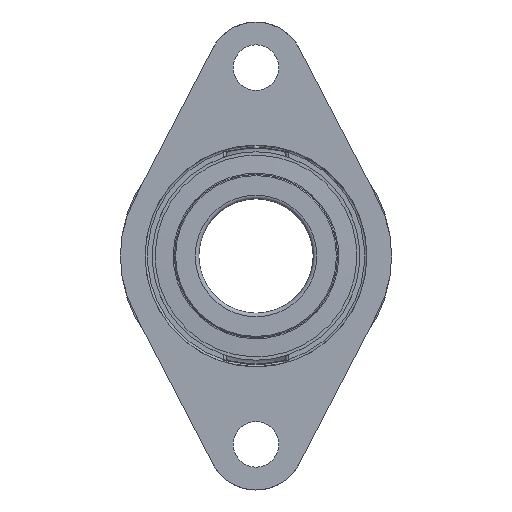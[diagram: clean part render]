
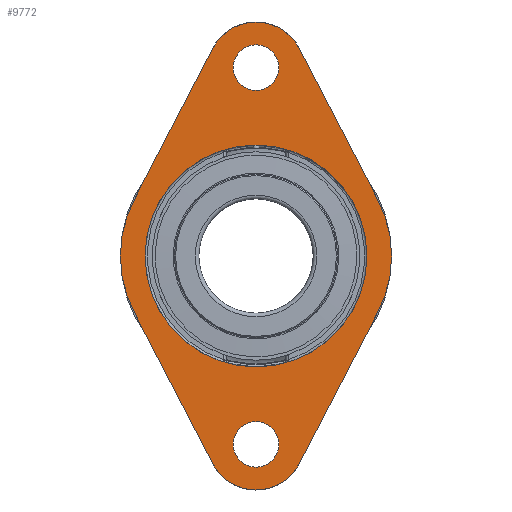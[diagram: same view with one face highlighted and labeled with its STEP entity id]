
A CAD part, left-side view. The second image highlights one B-rep face of the part: STEP entity #9772.
In plain terms, the highlighted face is planar.
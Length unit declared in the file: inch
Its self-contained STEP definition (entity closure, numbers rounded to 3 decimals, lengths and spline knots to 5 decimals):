
#3181=CARTESIAN_POINT('',(-3.83858,-0.,0.));
#3182=VERTEX_POINT('',#3181);
#3189=CARTESIAN_POINT('',(-3.40681,-0.71022,0.));
#3190=VERTEX_POINT('',#3189);
#3191=CARTESIAN_POINT('',(-3.03858,-0.,0.));
#3192=DIRECTION('',(-0.,0.,1.));
#3193=DIRECTION('',(1.,0.,0.));
#3194=AXIS2_PLACEMENT_3D('',#3191,#3192,#3193);
#3195=CIRCLE('',#3194,0.8);
#3196=EDGE_CURVE('',#3182,#3190,#3195,.T.);
#3272=CARTESIAN_POINT('',(-0.91802,2.00058,-0.));
#3273=VERTEX_POINT('',#3272);
#3280=CARTESIAN_POINT('',(-3.40681,0.71022,-0.));
#3281=VERTEX_POINT('',#3280);
#3282=CARTESIAN_POINT('',(-0.91802,2.00058,-0.));
#3283=DIRECTION('',(-0.888,-0.46,0.));
#3284=VECTOR('',#3283,1.10371);
#3285=LINE('',#3282,#3284);
#3286=EDGE_CURVE('',#3273,#3281,#3285,.T.);
#6233=CARTESIAN_POINT('',(3.40681,-0.71022,0.));
#6234=VERTEX_POINT('',#6233);
#6241=CARTESIAN_POINT('',(3.40681,0.71022,-0.));
#6242=VERTEX_POINT('',#6241);
#6243=CARTESIAN_POINT('',(3.03858,0.,-0.));
#6244=DIRECTION('',(-0.,0.,1.));
#6245=DIRECTION('',(1.,0.,0.));
#6246=AXIS2_PLACEMENT_3D('',#6243,#6244,#6245);
#6247=CIRCLE('',#6246,0.8);
#6248=EDGE_CURVE('',#6234,#6242,#6247,.T.);
#6316=CARTESIAN_POINT('',(0.91802,-2.00058,0.));
#6317=VERTEX_POINT('',#6316);
#6324=CARTESIAN_POINT('',(0.91802,-2.00058,0.));
#6325=DIRECTION('',(0.888,0.46,-0.));
#6326=VECTOR('',#6325,1.10371);
#6327=LINE('',#6324,#6326);
#6328=EDGE_CURVE('',#6317,#6234,#6327,.T.);
#9558=CARTESIAN_POINT('',(-0.,-1.82004,0.));
#9559=VERTEX_POINT('',#9558);
#9580=CARTESIAN_POINT('',(0.,1.82004,0.));
#9581=VERTEX_POINT('',#9580);
#9582=CARTESIAN_POINT('',(0.,0.,0.));
#9583=DIRECTION('',(0.,0.,1.));
#9584=DIRECTION('',(0.,1.,-0.));
#9585=AXIS2_PLACEMENT_3D('',#9582,#9583,#9584);
#9586=CIRCLE('',#9585,1.82004);
#9587=EDGE_CURVE('',#9581,#9559,#9586,.T.);
#9589=CARTESIAN_POINT('',(0.,0.,0.));
#9590=DIRECTION('',(0.,0.,1.));
#9591=DIRECTION('',(0.,1.,-0.));
#9592=AXIS2_PLACEMENT_3D('',#9589,#9590,#9591);
#9593=CIRCLE('',#9592,1.82004);
#9594=EDGE_CURVE('',#9559,#9581,#9593,.T.);
#9667=CARTESIAN_POINT('',(2.71654,0.,-0.));
#9668=VERTEX_POINT('',#9667);
#9675=CARTESIAN_POINT('',(3.09055,0.,-0.));
#9676=DIRECTION('',(-0.,0.,1.));
#9677=DIRECTION('',(1.,0.,0.));
#9678=AXIS2_PLACEMENT_3D('',#9675,#9676,#9677);
#9679=CIRCLE('',#9678,0.37402);
#9680=EDGE_CURVE('',#9668,#9668,#9679,.T.);
#9693=CARTESIAN_POINT('',(-3.46457,0.,-0.));
#9694=VERTEX_POINT('',#9693);
#9701=CARTESIAN_POINT('',(-3.09055,0.,-0.));
#9702=DIRECTION('',(-0.,0.,1.));
#9703=DIRECTION('',(1.,0.,0.));
#9704=AXIS2_PLACEMENT_3D('',#9701,#9702,#9703);
#9705=CIRCLE('',#9704,0.37402);
#9706=EDGE_CURVE('',#9694,#9694,#9705,.T.);
#9714=CARTESIAN_POINT('',(-0.,-0.,0.));
#9715=DIRECTION('',(0.,0.,1.));
#9716=DIRECTION('',(1.,0.,0.));
#9717=AXIS2_PLACEMENT_3D('',#9714,#9715,#9716);
#9718=PLANE('',#9717);
#9719=ORIENTED_EDGE('',*,*,#9587,.T.);
#9720=ORIENTED_EDGE('',*,*,#9594,.T.);
#9721=EDGE_LOOP('',(#9719,#9720));
#9722=FACE_BOUND('',#9721,.T.);
#9723=ORIENTED_EDGE('',*,*,#3286,.F.);
#9724=CARTESIAN_POINT('',(0.91802,2.00058,-0.));
#9725=VERTEX_POINT('',#9724);
#9726=CARTESIAN_POINT('',(0.,0.22994,-0.));
#9727=DIRECTION('',(-0.,0.,1.));
#9728=DIRECTION('',(1.,0.,0.));
#9729=AXIS2_PLACEMENT_3D('',#9726,#9727,#9728);
#9730=CIRCLE('',#9729,1.99446);
#9731=EDGE_CURVE('',#9725,#3273,#9730,.T.);
#9732=ORIENTED_EDGE('',*,*,#9731,.F.);
#9733=CARTESIAN_POINT('',(3.40681,0.71022,-0.));
#9734=DIRECTION('',(-0.888,0.46,-0.));
#9735=VECTOR('',#9734,1.10371);
#9736=LINE('',#9733,#9735);
#9737=EDGE_CURVE('',#6242,#9725,#9736,.T.);
#9738=ORIENTED_EDGE('',*,*,#9737,.F.);
#9739=ORIENTED_EDGE('',*,*,#6248,.F.);
#9740=ORIENTED_EDGE('',*,*,#6328,.F.);
#9741=CARTESIAN_POINT('',(-0.91802,-2.00058,0.));
#9742=VERTEX_POINT('',#9741);
#9743=CARTESIAN_POINT('',(0.,-0.22994,0.));
#9744=DIRECTION('',(-0.,0.,1.));
#9745=DIRECTION('',(1.,0.,0.));
#9746=AXIS2_PLACEMENT_3D('',#9743,#9744,#9745);
#9747=CIRCLE('',#9746,1.99446);
#9748=EDGE_CURVE('',#9742,#6317,#9747,.T.);
#9749=ORIENTED_EDGE('',*,*,#9748,.F.);
#9750=CARTESIAN_POINT('',(-3.40681,-0.71022,0.));
#9751=DIRECTION('',(0.888,-0.46,0.));
#9752=VECTOR('',#9751,1.10371);
#9753=LINE('',#9750,#9752);
#9754=EDGE_CURVE('',#3190,#9742,#9753,.T.);
#9755=ORIENTED_EDGE('',*,*,#9754,.F.);
#9756=ORIENTED_EDGE('',*,*,#3196,.F.);
#9757=CARTESIAN_POINT('',(-3.03858,-0.,0.));
#9758=DIRECTION('',(-0.,0.,1.));
#9759=DIRECTION('',(1.,0.,0.));
#9760=AXIS2_PLACEMENT_3D('',#9757,#9758,#9759);
#9761=CIRCLE('',#9760,0.8);
#9762=EDGE_CURVE('',#3281,#3182,#9761,.T.);
#9763=ORIENTED_EDGE('',*,*,#9762,.F.);
#9764=EDGE_LOOP('',(#9723,#9732,#9738,#9739,#9740,#9749,#9755,#9756,#9763));
#9765=FACE_BOUND('',#9764,.T.);
#9766=ORIENTED_EDGE('',*,*,#9706,.T.);
#9767=EDGE_LOOP('',(#9766));
#9768=FACE_BOUND('',#9767,.T.);
#9769=ORIENTED_EDGE('',*,*,#9680,.T.);
#9770=EDGE_LOOP('',(#9769));
#9771=FACE_BOUND('',#9770,.T.);
#9772=ADVANCED_FACE('',(#9722,#9765,#9768,#9771),#9718,.F.);
